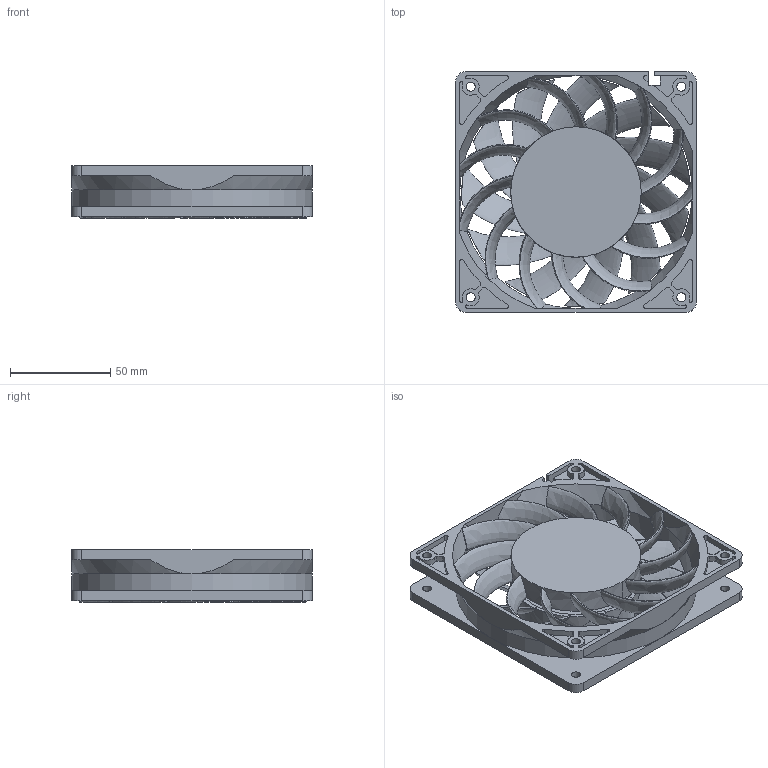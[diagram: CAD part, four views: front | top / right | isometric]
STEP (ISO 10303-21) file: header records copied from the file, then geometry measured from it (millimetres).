
FILE_DESCRIPTION((''),'2;1');
FILE_NAME('ASM0001_ASM','2017-10-31T',('DJOKOVIC.LIU'),(''),'PRO/ENGINEER BY PARAMETRIC TECHNOLOGY CORPORATION, 2012480','PRO/ENGINEER BY PARAMETRIC TECHNOLOGY CORPORATION, 2012480','');
FILE_SCHEMA(('CONFIG_CONTROL_DESIGN'));
Length unit declared in the file: millimetre
Products named in the file (3): PRT0005; 333; ASM0001_ASM
Assembly tree (2 placements, depth 2):
  ASM0001_ASM
    PRT0005
    333
Bounding box: 120 x 120 x 26.07 mm (x, y, z)
Volume: 114582 mm3; surface area: 78798.1 mm2
Topology: 2 solids, 2 shells, 354 faces, 1077 edges, 718 vertices
Faces by surface type: cylinder 179, plane 113, bspline 48, cone 14
Entity records: 27227 total; most frequent: CARTESIAN_POINT 17870, ORIENTED_EDGE 2154, DIRECTION 1727, EDGE_CURVE 1077, VERTEX_POINT 718, AXIS2_PLACEMENT_3D 685, EDGE_LOOP 387, CIRCLE 374
